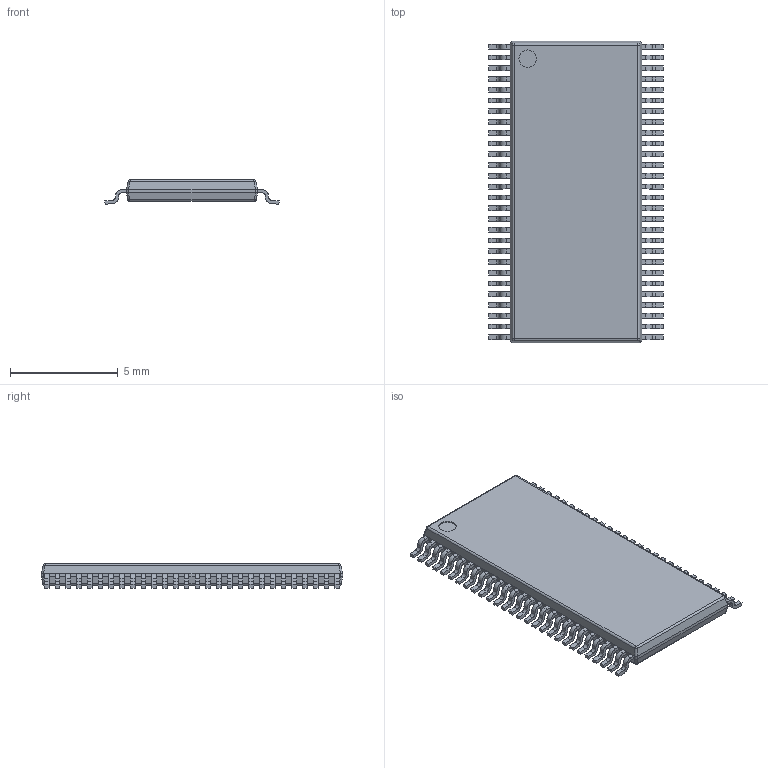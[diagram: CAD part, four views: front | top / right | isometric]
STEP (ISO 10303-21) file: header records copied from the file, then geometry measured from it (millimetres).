
FILE_DESCRIPTION((''),'2;1');
FILE_NAME('DCA0056A_ASM','2022-04-07T09:45:12',('a0412086'),(''),'CREO PARAMETRIC BY PTC INC, 2018500','CREO PARAMETRIC BY PTC INC, 2018500','');
FILE_SCHEMA(('CONFIG_CONTROL_DESIGN','SHAPE_APPEARANCE_LAYERS_GROUPS'));
Length unit declared in the file: millimetre
Products named in the file (4): BODY-TSSOP; LEAD-TSSOP; DAP; DCA0056A_ASM
Assembly tree (58 placements, depth 2):
  DCA0056A_ASM
    BODY-TSSOP
    LEAD-TSSOP  x56
    DAP
Bounding box: 8.1 x 14 x 1.13 mm (x, y, z)
Volume: 86.1 mm3; surface area: 304.2 mm2
Topology: 58 solids, 58 shells, 872 faces, 2238 edges, 1484 vertices
Faces by surface type: plane 618, cylinder 246, sphere 8
Entity records: 4422 total; most frequent: CARTESIAN_POINT 678, DIRECTION 598, ORIENTED_EDGE 516, PRESENTATION_STYLE_ASSIGNMENT 261, STYLED_ITEM 261, CURVE_STYLE 258, EDGE_CURVE 258, AXIS2_PLACEMENT_3D 200
